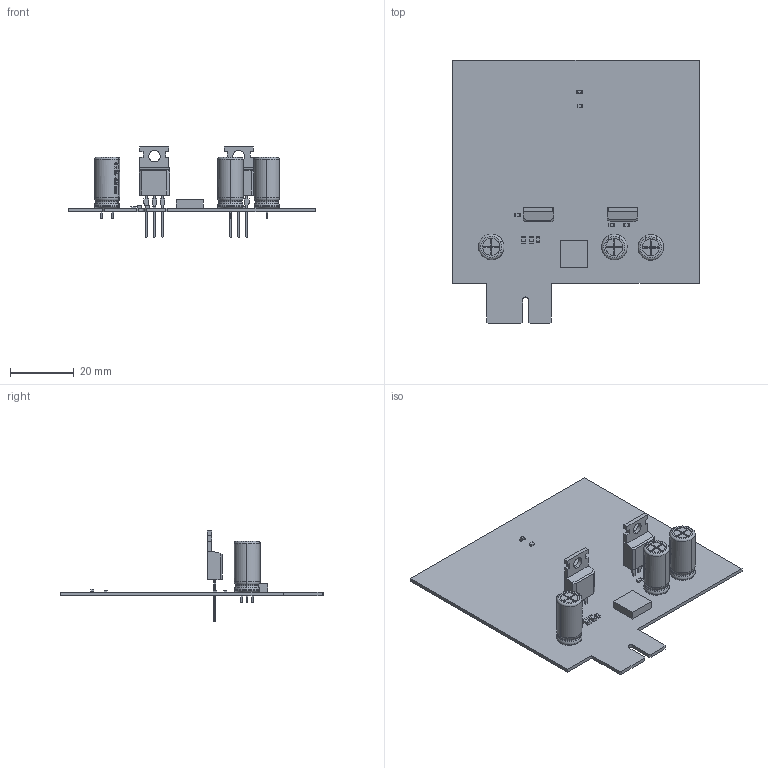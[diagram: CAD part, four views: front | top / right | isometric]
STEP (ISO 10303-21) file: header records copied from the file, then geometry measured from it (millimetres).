
FILE_DESCRIPTION(('Open CASCADE Model'),'2;1');
FILE_NAME('Open CASCADE Shape Model','2018-10-15T18:18:14',('Author'),( 'Open CASCADE'),'Open CASCADE STEP processor 6.8','Open CASCADE 6.8' ,'Unknown');
FILE_SCHEMA(('AUTOMOTIVE_DESIGN { 1 0 10303 214 1 1 1 1 }'));
Length unit declared in the file: millimetre
Products named in the file (43): PCB; Board; U3; 108554552; Extruded; R1; 108547208; 108547344; D1; User_Library-LTST-C190EKT; User_Library-LTST-C190EKT_Pad; User_Library-LTST-C190EKT_Pad005; User_Library-LTST-C190EKT_Pad001; User_Library-LTST-C190EKT_Pad004; User_Library-LTST-C190EKT_Pad003; User_Library-LTST-C190EKT_Lens; C1; User_Library-Cap-EL(8x16-3_5); C2; 108554008; 108554144; C3; 108554280; 108554416; U2; User_Library-POWER_MOSFET__NON-SURFACE-MOUNT; C6; C4; 108553736; 108553872; C5; C7; U1; C8; JP1
Assembly tree (58 placements, depth 4):
  PCB
    Board
    U3
      108554552
        Extruded
    R1
      108547208  x2
        Extruded
      108547344
        Extruded
    D1
      User_Library-LTST-C190EKT
        User_Library-LTST-C190EKT_Pad
        User_Library-LTST-C190EKT_Pad005
        User_Library-LTST-C190EKT_Pad001
        User_Library-LTST-C190EKT_Pad004
        User_Library-LTST-C190EKT_Pad003
        User_Library-LTST-C190EKT_Lens
    C1
      User_Library-Cap-EL(8x16-3_5)
    C2
      108554008  x2
        Extruded
      108554144
        Extruded
    C3
      108554280  x2
        Extruded
      108554416
        Extruded
    U2
      User_Library-POWER_MOSFET__NON-SURFACE-MOUNT
    C6
      User_Library-Cap-EL(8x16-3_5)
    C4
      108553736
        Extruded
      108553872  x2
        Extruded
    C5
      108553736
        Extruded
      108553872  x2
        Extruded
    C7
      User_Library-Cap-EL(8x16-3_5)
    U1
      User_Library-POWER_MOSFET__NON-SURFACE-MOUNT
    C8
      108554008  x2
        Extruded
      108554144
        Extruded
    JP1
      108547208  x2
        Extruded
      108547344
        Extruded
Bounding box: 77.5 x 82.75 x 28.38 mm (x, y, z)
Volume: 8590.2 mm3; surface area: 15552.7 mm2
Topology: 36 solids, 39 shells, 1738 faces, 4470 edges, 2954 vertices
Faces by surface type: plane 986, bspline 468, cylinder 206, torus 78
Entity records: 35893 total; most frequent: CARTESIAN_POINT 15704, ORIENTED_EDGE 3450, DIRECTION 2594, EDGE_CURVE 1725, VERTEX_POINT 1140, LINE 912, VECTOR 912, AXIS2_PLACEMENT_3D 841
